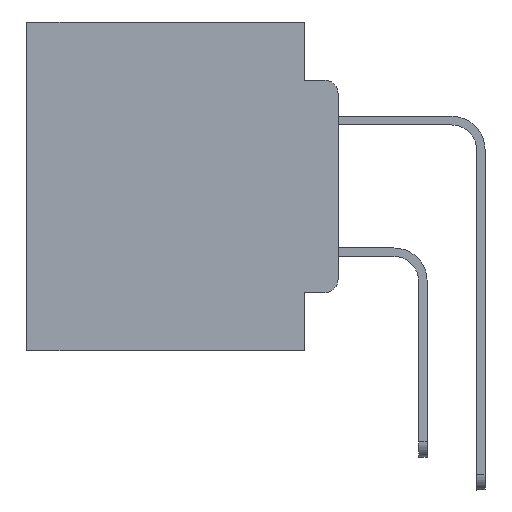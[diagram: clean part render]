
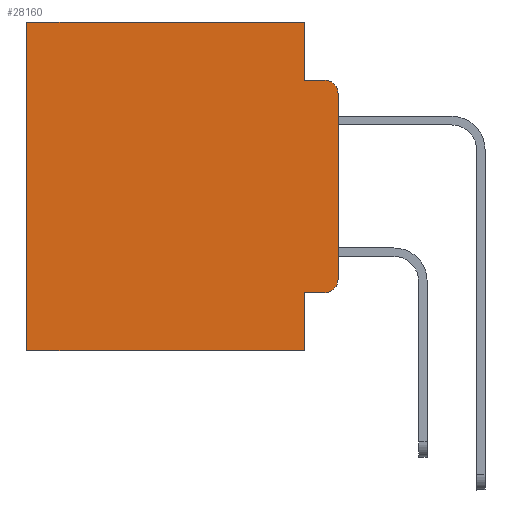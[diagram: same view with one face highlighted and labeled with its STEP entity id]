
A CAD part, left-side view. The second image highlights one B-rep face of the part: STEP entity #28160.
In plain terms, the highlighted planar face has unit normal (-1, 0, 0).
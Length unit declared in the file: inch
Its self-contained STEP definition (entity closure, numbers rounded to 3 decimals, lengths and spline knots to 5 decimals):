
#138 = CARTESIAN_POINT ( 'NONE',  ( 0.298, 0.02, -0.1085 ) ) ;
#898 = LINE ( 'NONE', #11329, #24706 ) ;
#1059 = VERTEX_POINT ( 'NONE', #12310 ) ;
#1561 = CARTESIAN_POINT ( 'NONE',  ( 0.298, 0., 0. ) ) ;
#1614 = DIRECTION ( 'NONE',  ( 0., 0., -1. ) ) ;
#2508 = DIRECTION ( 'NONE',  ( 0., 0., -1. ) ) ;
#2849 = VECTOR ( 'NONE', #1614, 39.37008 ) ;
#2886 = EDGE_CURVE ( 'NONE', #5377, #27092, #24462, .T. ) ;
#3557 = AXIS2_PLACEMENT_3D ( 'NONE', #138, #16393, #2508 ) ;
#3640 = EDGE_LOOP ( 'NONE', ( #4378, #18167, #20431, #18906, #22104, #4401, #29420, #19668, #19229, #17996 ) ) ;
#3903 = CARTESIAN_POINT ( 'NONE',  ( 0.298, 0.051, -0.0885 ) ) ;
#3950 = CARTESIAN_POINT ( 'NONE',  ( 0.298, 0.051, 0. ) ) ;
#4074 = CARTESIAN_POINT ( 'NONE',  ( 0.298, 0., -0.5 ) ) ;
#4378 = ORIENTED_EDGE ( 'NONE', *, *, #24493, .F. ) ;
#4401 = ORIENTED_EDGE ( 'NONE', *, *, #12236, .T. ) ;
#4416 = EDGE_CURVE ( 'NONE', #6459, #5377, #28058, .T. ) ;
#5377 = VERTEX_POINT ( 'NONE', #26225 ) ;
#6340 = VERTEX_POINT ( 'NONE', #9196 ) ;
#6459 = VERTEX_POINT ( 'NONE', #9687 ) ;
#7086 = VERTEX_POINT ( 'NONE', #22542 ) ;
#7580 = EDGE_CURVE ( 'NONE', #6459, #7086, #21306, .T. ) ;
#7816 = VECTOR ( 'NONE', #15469, 39.37008 ) ;
#7843 = CARTESIAN_POINT ( 'NONE',  ( 0.298, 0.473, -0.5 ) ) ;
#8523 = LINE ( 'NONE', #1561, #7816 ) ;
#8949 = EDGE_CURVE ( 'NONE', #7086, #17949, #21221, .T. ) ;
#9196 = CARTESIAN_POINT ( 'NONE',  ( 0.298, 0.051, 0. ) ) ;
#9307 = CARTESIAN_POINT ( 'NONE',  ( 0.298, 0.051, -0.4115 ) ) ;
#9687 = CARTESIAN_POINT ( 'NONE',  ( 0.298, 0.051, -0.4115 ) ) ;
#9884 = AXIS2_PLACEMENT_3D ( 'NONE', #13637, #29460, #15962 ) ;
#11329 = CARTESIAN_POINT ( 'NONE',  ( 0.298, 0.473, 0. ) ) ;
#11443 = AXIS2_PLACEMENT_3D ( 'NONE', #20969, #20896, #20768 ) ;
#11542 = LINE ( 'NONE', #3903, #16968 ) ;
#11925 = DIRECTION ( 'NONE',  ( 0., 0., -1. ) ) ;
#12236 = EDGE_CURVE ( 'NONE', #22063, #17949, #898, .T. ) ;
#12310 = CARTESIAN_POINT ( 'NONE',  ( 0.298, 0.051, -0.0885 ) ) ;
#13147 = DIRECTION ( 'NONE',  ( 0., -1., 0. ) ) ;
#13255 = CARTESIAN_POINT ( 'NONE',  ( 0.298, 0.473, 0. ) ) ;
#13637 = CARTESIAN_POINT ( 'NONE',  ( 0.298, 0., 0. ) ) ;
#13725 = FACE_OUTER_BOUND ( 'NONE', #3640, .T. ) ;
#14366 = VECTOR ( 'NONE', #22546, 39.37008 ) ;
#15323 = EDGE_CURVE ( 'NONE', #6340, #1059, #15961, .T. ) ;
#15469 = DIRECTION ( 'NONE',  ( 0., 0., -1. ) ) ;
#15961 = LINE ( 'NONE', #25581, #27988 ) ;
#15962 = DIRECTION ( 'NONE',  ( 0., 0., -1. ) ) ;
#16041 = VECTOR ( 'NONE', #25305, 39.37008 ) ;
#16393 = DIRECTION ( 'NONE',  ( -1., 0., 0. ) ) ;
#16885 = EDGE_CURVE ( 'NONE', #1059, #27869, #11542, .T. ) ;
#16968 = VECTOR ( 'NONE', #13147, 39.37008 ) ;
#17606 = CARTESIAN_POINT ( 'NONE',  ( 0.298, 0., 0. ) ) ;
#17758 = CARTESIAN_POINT ( 'NONE',  ( 0.298, 0., -0.1085 ) ) ;
#17949 = VERTEX_POINT ( 'NONE', #7843 ) ;
#17996 = ORIENTED_EDGE ( 'NONE', *, *, #2886, .T. ) ;
#18167 = ORIENTED_EDGE ( 'NONE', *, *, #18410, .T. ) ;
#18410 = EDGE_CURVE ( 'NONE', #28674, #27869, #28349, .T. ) ;
#18906 = ORIENTED_EDGE ( 'NONE', *, *, #15323, .F. ) ;
#19229 = ORIENTED_EDGE ( 'NONE', *, *, #4416, .T. ) ;
#19668 = ORIENTED_EDGE ( 'NONE', *, *, #7580, .F. ) ;
#20431 = ORIENTED_EDGE ( 'NONE', *, *, #16885, .F. ) ;
#20768 = DIRECTION ( 'NONE',  ( 0., 0., -1. ) ) ;
#20896 = DIRECTION ( 'NONE',  ( -1., 0., 0. ) ) ;
#20969 = CARTESIAN_POINT ( 'NONE',  ( 0.298, 0.02, -0.3915 ) ) ;
#21221 = LINE ( 'NONE', #4074, #14366 ) ;
#21306 = LINE ( 'NONE', #3950, #2849 ) ;
#22063 = VERTEX_POINT ( 'NONE', #13255 ) ;
#22104 = ORIENTED_EDGE ( 'NONE', *, *, #26282, .T. ) ;
#22542 = CARTESIAN_POINT ( 'NONE',  ( 0.298, 0.051, -0.5 ) ) ;
#22546 = DIRECTION ( 'NONE',  ( 0., 1., 0. ) ) ;
#22814 = LINE ( 'NONE', #17606, #28030 ) ;
#24462 = CIRCLE ( 'NONE', #11443, 0.02 ) ;
#24493 = EDGE_CURVE ( 'NONE', #28674, #27092, #8523, .T. ) ;
#24706 = VECTOR ( 'NONE', #25104, 39.37008 ) ;
#25072 = CARTESIAN_POINT ( 'NONE',  ( 0.298, 0., -0.3915 ) ) ;
#25104 = DIRECTION ( 'NONE',  ( 0., 0., -1. ) ) ;
#25305 = DIRECTION ( 'NONE',  ( 0., -1., 0. ) ) ;
#25581 = CARTESIAN_POINT ( 'NONE',  ( 0.298, 0.051, 0. ) ) ;
#26225 = CARTESIAN_POINT ( 'NONE',  ( 0.298, 0.02, -0.4115 ) ) ;
#26282 = EDGE_CURVE ( 'NONE', #6340, #22063, #22814, .T. ) ;
#27092 = VERTEX_POINT ( 'NONE', #25072 ) ;
#27221 = PLANE ( 'NONE',  #9884 ) ;
#27869 = VERTEX_POINT ( 'NONE', #28425 ) ;
#27988 = VECTOR ( 'NONE', #11925, 39.37008 ) ;
#28030 = VECTOR ( 'NONE', #28901, 39.37008 ) ;
#28058 = LINE ( 'NONE', #9307, #16041 ) ;
#28160 = ADVANCED_FACE ( 'NONE', ( #13725 ), #27221, .F. ) ;
#28349 = CIRCLE ( 'NONE', #3557, 0.02 ) ;
#28425 = CARTESIAN_POINT ( 'NONE',  ( 0.298, 0.02, -0.0885 ) ) ;
#28674 = VERTEX_POINT ( 'NONE', #17758 ) ;
#28901 = DIRECTION ( 'NONE',  ( 0., 1., 0. ) ) ;
#29420 = ORIENTED_EDGE ( 'NONE', *, *, #8949, .F. ) ;
#29460 = DIRECTION ( 'NONE',  ( 1., 0., 0. ) ) ;
